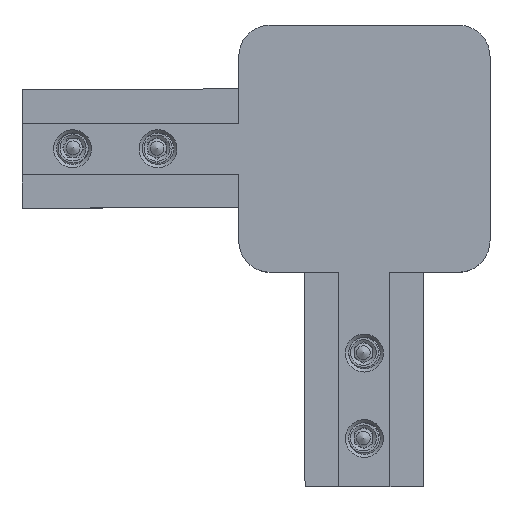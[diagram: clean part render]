
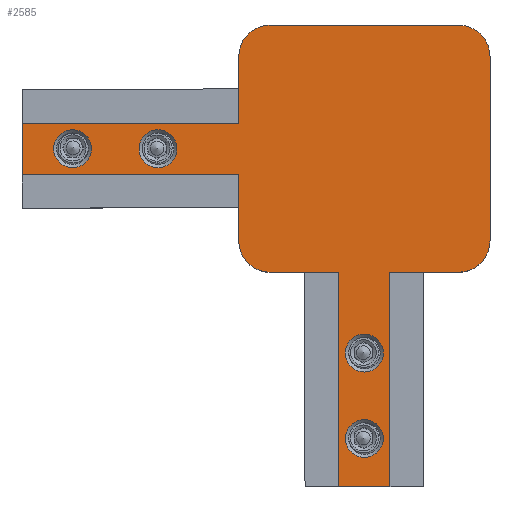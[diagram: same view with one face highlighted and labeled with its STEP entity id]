
A CAD part, top view. The second image highlights one B-rep face of the part: STEP entity #2585.
In plain terms, the highlighted planar face has unit normal (0, 0, 1).
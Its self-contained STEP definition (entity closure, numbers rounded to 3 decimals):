
#69=FACE_BOUND('',#457,.T.);
#70=FACE_BOUND('',#458,.T.);
#71=FACE_BOUND('',#459,.T.);
#72=FACE_BOUND('',#460,.T.);
#136=PLANE('',#2803);
#304=FACE_OUTER_BOUND('',#456,.T.);
#456=EDGE_LOOP('',(#2242,#2243,#2244,#2245,#2246,#2247,#2248,#2249,#2250,
#2251,#2252,#2253,#2254,#2255,#2256,#2257));
#457=EDGE_LOOP('',(#2258));
#458=EDGE_LOOP('',(#2259));
#459=EDGE_LOOP('',(#2260));
#460=EDGE_LOOP('',(#2261));
#547=CIRCLE('',#2799,3.018);
#550=CIRCLE('',#2804,5.);
#551=CIRCLE('',#2805,5.);
#552=CIRCLE('',#2806,5.);
#553=CIRCLE('',#2807,5.);
#554=CIRCLE('',#2808,3.018);
#555=CIRCLE('',#2809,3.018);
#556=CIRCLE('',#2810,3.018);
#719=LINE('',#5702,#967);
#784=LINE('',#5872,#1032);
#785=LINE('',#5874,#1033);
#786=LINE('',#5876,#1034);
#787=LINE('',#5880,#1035);
#788=LINE('',#5882,#1036);
#789=LINE('',#5884,#1037);
#790=LINE('',#5886,#1038);
#791=LINE('',#5888,#1039);
#792=LINE('',#5893,#1040);
#793=LINE('',#5897,#1041);
#794=LINE('',#5898,#1042);
#967=VECTOR('',#3210,10.);
#1032=VECTOR('',#3367,10.);
#1033=VECTOR('',#3368,10.);
#1034=VECTOR('',#3369,10.);
#1035=VECTOR('',#3372,10.);
#1036=VECTOR('',#3373,10.);
#1037=VECTOR('',#3374,10.);
#1038=VECTOR('',#3375,10.);
#1039=VECTOR('',#3376,10.);
#1040=VECTOR('',#3381,10.);
#1041=VECTOR('',#3384,10.);
#1042=VECTOR('',#3385,10.);
#1228=VERTEX_POINT('',#5699);
#1229=VERTEX_POINT('',#5701);
#1284=VERTEX_POINT('',#5860);
#1287=VERTEX_POINT('',#5870);
#1288=VERTEX_POINT('',#5871);
#1289=VERTEX_POINT('',#5873);
#1290=VERTEX_POINT('',#5875);
#1291=VERTEX_POINT('',#5877);
#1292=VERTEX_POINT('',#5879);
#1293=VERTEX_POINT('',#5881);
#1294=VERTEX_POINT('',#5883);
#1295=VERTEX_POINT('',#5885);
#1296=VERTEX_POINT('',#5887);
#1297=VERTEX_POINT('',#5890);
#1298=VERTEX_POINT('',#5892);
#1299=VERTEX_POINT('',#5894);
#1300=VERTEX_POINT('',#5896);
#1301=VERTEX_POINT('',#5899);
#1302=VERTEX_POINT('',#5901);
#1303=VERTEX_POINT('',#5903);
#1537=EDGE_CURVE('',#1228,#1229,#719,.T.);
#1618=EDGE_CURVE('',#1284,#1284,#547,.T.);
#1622=EDGE_CURVE('',#1287,#1288,#784,.T.);
#1623=EDGE_CURVE('',#1288,#1289,#785,.T.);
#1624=EDGE_CURVE('',#1290,#1289,#786,.T.);
#1625=EDGE_CURVE('',#1290,#1291,#550,.T.);
#1626=EDGE_CURVE('',#1292,#1291,#787,.T.);
#1627=EDGE_CURVE('',#1292,#1293,#788,.T.);
#1628=EDGE_CURVE('',#1293,#1294,#789,.T.);
#1629=EDGE_CURVE('',#1294,#1295,#790,.T.);
#1630=EDGE_CURVE('',#1296,#1295,#791,.T.);
#1631=EDGE_CURVE('',#1296,#1229,#551,.T.);
#1632=EDGE_CURVE('',#1228,#1297,#552,.T.);
#1633=EDGE_CURVE('',#1298,#1297,#792,.T.);
#1634=EDGE_CURVE('',#1298,#1299,#553,.T.);
#1635=EDGE_CURVE('',#1300,#1299,#793,.T.);
#1636=EDGE_CURVE('',#1300,#1287,#794,.T.);
#1637=EDGE_CURVE('',#1301,#1301,#554,.T.);
#1638=EDGE_CURVE('',#1302,#1302,#555,.T.);
#1639=EDGE_CURVE('',#1303,#1303,#556,.T.);
#2242=ORIENTED_EDGE('',*,*,#1622,.T.);
#2243=ORIENTED_EDGE('',*,*,#1623,.T.);
#2244=ORIENTED_EDGE('',*,*,#1624,.F.);
#2245=ORIENTED_EDGE('',*,*,#1625,.T.);
#2246=ORIENTED_EDGE('',*,*,#1626,.F.);
#2247=ORIENTED_EDGE('',*,*,#1627,.T.);
#2248=ORIENTED_EDGE('',*,*,#1628,.T.);
#2249=ORIENTED_EDGE('',*,*,#1629,.T.);
#2250=ORIENTED_EDGE('',*,*,#1630,.F.);
#2251=ORIENTED_EDGE('',*,*,#1631,.T.);
#2252=ORIENTED_EDGE('',*,*,#1537,.F.);
#2253=ORIENTED_EDGE('',*,*,#1632,.T.);
#2254=ORIENTED_EDGE('',*,*,#1633,.F.);
#2255=ORIENTED_EDGE('',*,*,#1634,.T.);
#2256=ORIENTED_EDGE('',*,*,#1635,.F.);
#2257=ORIENTED_EDGE('',*,*,#1636,.T.);
#2258=ORIENTED_EDGE('',*,*,#1637,.F.);
#2259=ORIENTED_EDGE('',*,*,#1638,.F.);
#2260=ORIENTED_EDGE('',*,*,#1639,.F.);
#2261=ORIENTED_EDGE('',*,*,#1618,.F.);
#2585=ADVANCED_FACE('',(#304,#69,#70,#71,#72),#136,.T.);
#2799=AXIS2_PLACEMENT_3D('',#5862,#3356,#3357);
#2803=AXIS2_PLACEMENT_3D('',#5869,#3365,#3366);
#2804=AXIS2_PLACEMENT_3D('',#5878,#3370,#3371);
#2805=AXIS2_PLACEMENT_3D('',#5889,#3377,#3378);
#2806=AXIS2_PLACEMENT_3D('',#5891,#3379,#3380);
#2807=AXIS2_PLACEMENT_3D('',#5895,#3382,#3383);
#2808=AXIS2_PLACEMENT_3D('',#5900,#3386,#3387);
#2809=AXIS2_PLACEMENT_3D('',#5902,#3388,#3389);
#2810=AXIS2_PLACEMENT_3D('',#5904,#3390,#3391);
#3210=DIRECTION('',(0.,-1.,0.));
#3356=DIRECTION('center_axis',(0.,0.,1.));
#3357=DIRECTION('ref_axis',(1.,0.,0.));
#3365=DIRECTION('center_axis',(0.,0.,1.));
#3366=DIRECTION('ref_axis',(1.,0.,0.));
#3367=DIRECTION('',(0.,-1.,0.));
#3368=DIRECTION('',(1.,0.,0.));
#3369=DIRECTION('',(0.,1.,0.));
#3370=DIRECTION('center_axis',(0.,0.,1.));
#3371=DIRECTION('ref_axis',(-1.,0.,0.));
#3372=DIRECTION('',(-1.,0.,0.));
#3373=DIRECTION('',(0.,-1.,0.));
#3374=DIRECTION('',(1.,0.,0.));
#3375=DIRECTION('',(0.,1.,0.));
#3376=DIRECTION('',(-1.,0.,0.));
#3377=DIRECTION('center_axis',(0.,0.,1.));
#3378=DIRECTION('ref_axis',(0.,-1.,0.));
#3379=DIRECTION('center_axis',(0.,0.,1.));
#3380=DIRECTION('ref_axis',(1.,0.,0.));
#3381=DIRECTION('',(1.,0.,0.));
#3382=DIRECTION('center_axis',(0.,0.,1.));
#3383=DIRECTION('ref_axis',(0.,1.,0.));
#3384=DIRECTION('',(0.,1.,0.));
#3385=DIRECTION('',(-1.,0.,0.));
#3386=DIRECTION('center_axis',(0.,0.,1.));
#3387=DIRECTION('ref_axis',(1.,0.,0.));
#3388=DIRECTION('center_axis',(0.,0.,1.));
#3389=DIRECTION('ref_axis',(1.,0.,0.));
#3390=DIRECTION('center_axis',(0.,0.,1.));
#3391=DIRECTION('ref_axis',(1.,0.,0.));
#5699=CARTESIAN_POINT('',(19.995,14.665,0.));
#5701=CARTESIAN_POINT('',(19.995,-14.665,0.));
#5702=CARTESIAN_POINT('',(19.995,14.665,0.));
#5860=CARTESIAN_POINT('',(-3.017,-46.125,0.));
#5862=CARTESIAN_POINT('Origin',(0.,-46.125,0.));
#5869=CARTESIAN_POINT('Origin',(-17.23,-17.065,0.));
#5870=CARTESIAN_POINT('',(-54.455,4.075,0.));
#5871=CARTESIAN_POINT('',(-54.455,-4.075,0.));
#5872=CARTESIAN_POINT('',(-54.455,4.075,0.));
#5873=CARTESIAN_POINT('',(-19.995,-4.075,0.));
#5874=CARTESIAN_POINT('',(-54.455,-4.075,0.));
#5875=CARTESIAN_POINT('',(-19.995,-14.665,0.));
#5876=CARTESIAN_POINT('',(-19.995,-14.665,0.));
#5877=CARTESIAN_POINT('',(-14.995,-19.665,0.));
#5878=CARTESIAN_POINT('Origin',(-14.995,-14.665,0.));
#5879=CARTESIAN_POINT('',(-4.075,-19.665,0.));
#5880=CARTESIAN_POINT('',(-4.075,-19.665,0.));
#5881=CARTESIAN_POINT('',(-4.075,-53.795,0.));
#5882=CARTESIAN_POINT('',(-4.075,-19.665,0.));
#5883=CARTESIAN_POINT('',(4.075,-53.795,0.));
#5884=CARTESIAN_POINT('',(-4.075,-53.795,0.));
#5885=CARTESIAN_POINT('',(4.075,-19.665,0.));
#5886=CARTESIAN_POINT('',(4.075,-53.795,0.));
#5887=CARTESIAN_POINT('',(14.995,-19.665,0.));
#5888=CARTESIAN_POINT('',(14.995,-19.665,0.));
#5889=CARTESIAN_POINT('Origin',(14.995,-14.665,0.));
#5890=CARTESIAN_POINT('',(14.995,19.665,0.));
#5891=CARTESIAN_POINT('Origin',(14.995,14.665,0.));
#5892=CARTESIAN_POINT('',(-14.995,19.665,0.));
#5893=CARTESIAN_POINT('',(-14.995,19.665,0.));
#5894=CARTESIAN_POINT('',(-19.995,14.665,0.));
#5895=CARTESIAN_POINT('Origin',(-14.995,14.665,0.));
#5896=CARTESIAN_POINT('',(-19.995,4.075,0.));
#5897=CARTESIAN_POINT('',(-19.995,4.075,0.));
#5898=CARTESIAN_POINT('',(-19.995,4.075,0.));
#5899=CARTESIAN_POINT('',(-35.873,0.,0.));
#5900=CARTESIAN_POINT('Origin',(-32.855,0.,0.));
#5901=CARTESIAN_POINT('',(-49.473,0.,0.));
#5902=CARTESIAN_POINT('Origin',(-46.455,0.,0.));
#5903=CARTESIAN_POINT('',(-3.017,-32.525,0.));
#5904=CARTESIAN_POINT('Origin',(0.,-32.525,0.));
